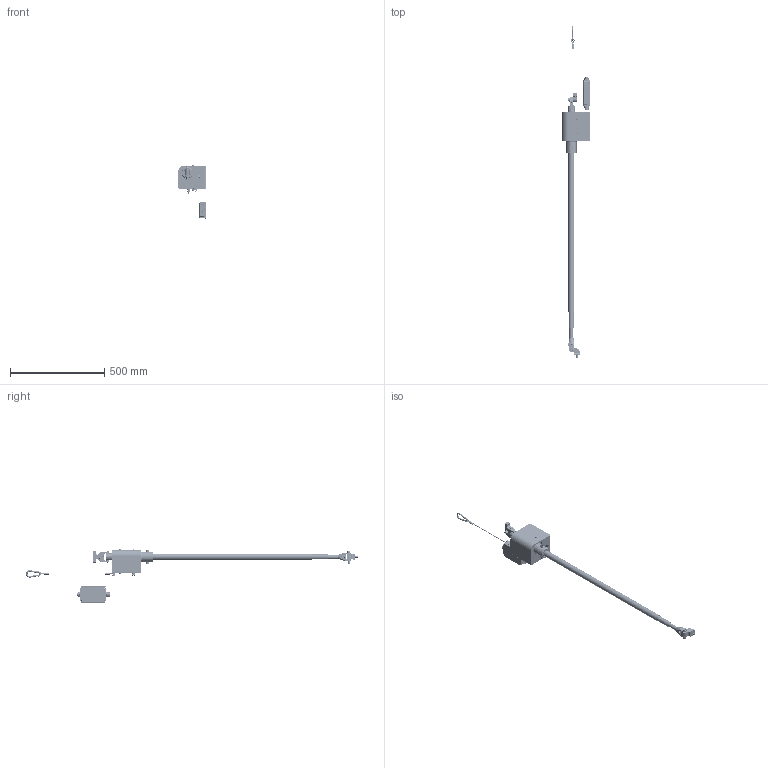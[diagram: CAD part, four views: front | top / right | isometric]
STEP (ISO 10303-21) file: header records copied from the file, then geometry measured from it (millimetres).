
FILE_DESCRIPTION((''),'2;1');
FILE_NAME('4390152075_ASM','2018-11-01T15:34:51',('INEEXTrab'),(''),'CREO PARAMETRIC BY PTC INC, 2018100','CREO PARAMETRIC BY PTC INC, 2018100','');
FILE_SCHEMA(('CONFIG_CONTROL_DESIGN'));
Products named in the file (67): 4390208511; 4390208526; 4390208521; 0211124700; 0101231116; 4390208537_ASM; 4390208527; 4390208529; 4390207629; 4390207625; 4390207624; 0211117600; 0211117900; 4390208528; 0215001105; 4390208503_ASM; 4390207604; 4390152202; 4390151801; 4390151803; 4390151804; 4390151002; 0196155291; 4390208532_ASM; 4390208525; 4390208515; TIMBLE; 1-1-SOLID1; 2-1-SOLID1; 4390207914_ASM; 4390208517_ASM; 4390207910; 0216132500; 4390208518_ASM; 4390151805; 4390152006; 4390151809; 4390208572_ASM; 4390152007_AF0; 4390151810_AF2 ...
Assembly tree (93 placements, depth 5):
  4390152075_ASM
    4390208503_ASM
      4390208537_ASM
        4390208511
        4390208526
        4390208521
        0211124700  x6
        0101231116  x4
      4390208527
      4390208529
      4390207629
      4390207625
      4390207624
      0211117600  x4
      0211117900  x3
      4390208528
      0215001105  x8
    4390208532_ASM
      4390207604
      4390152202  x2
      4390151801
      4390151803
      4390151804
      4390151002  x2
      0196155291  x4
    4390208525
    4390208518_ASM
      4390208517_ASM
        4390208515
        TIMBLE  x2
        4390207914_ASM
          1-1-SOLID1
          2-1-SOLID1
      4390207910
      0216132500
    4390208541_ASM
      4390208572_ASM
        4390151805
        4390152006
        4390151809
      4390208582_ASM
        4390152007_AF0
        4390151810_AF2
        4390151811
      4390208577_ASM
        4390152008_AF0
        4390151812_AF2
        4221000066
      4390151813
      0108119800
    4390208070  x2
    4390208562
    0215001101
    4390151887_ASM
      4390151816
      9125728900
      0211132600
    4390151814
    0301234400
    0291112818
Bounding box: 149.2 x 1765.51 x 281.91 mm (x, y, z)
Volume: 2029556.3 mm3; surface area: 1056100.2 mm2
Topology: 86 solids, 150 shells, 5203 faces, 13093 edges, 8169 vertices
Faces by surface type: cylinder 1677, plane 1673, cone 740, torus 513, bspline 442, sphere 126, extrusion 21, revolution 11
Entity records: 349552 total; most frequent: CARTESIAN_POINT 235947, DIRECTION 23462, ORIENTED_EDGE 23355, EDGE_CURVE 11929, AXIS2_PLACEMENT_3D 9225, VERTEX_POINT 7555, EDGE_LOOP 5175, VECTOR 5001
